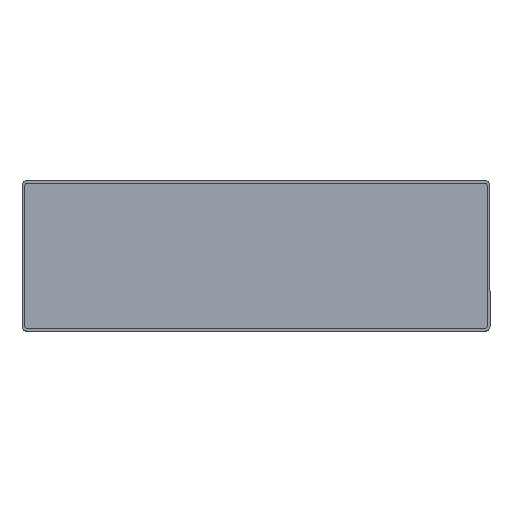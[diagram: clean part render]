
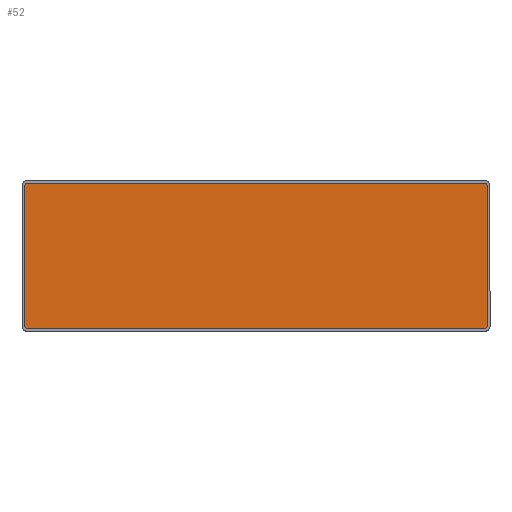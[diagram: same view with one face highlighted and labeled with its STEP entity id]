
A CAD part, top view. The second image highlights one B-rep face of the part: STEP entity #52.
In plain terms, the highlighted planar face has unit normal (0, 0, 1).
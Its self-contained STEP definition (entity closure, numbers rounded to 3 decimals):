
#1 = DIRECTION ( 'NONE',  ( 1., 0., 0. ) ) ;
#3 = DIRECTION ( 'NONE',  ( 1., 0., 0. ) ) ;
#18 = EDGE_CURVE ( 'NONE', #536, #514, #431, .T. ) ;
#28 = AXIS2_PLACEMENT_3D ( 'NONE', #455, #602, #252 ) ;
#51 = CARTESIAN_POINT ( 'NONE',  ( -146., 195.651, 2. ) ) ;
#52 = ADVANCED_FACE ( 'NONE', ( #620 ), #117, .T. ) ;
#74 = CARTESIAN_POINT ( 'NONE',  ( -147., 194.651, 2. ) ) ;
#82 = CARTESIAN_POINT ( 'NONE',  ( -146., 98.651, 2. ) ) ;
#89 = DIRECTION ( 'NONE',  ( -1., 0., 0. ) ) ;
#97 = CARTESIAN_POINT ( 'NONE',  ( -146., 195.651, 2. ) ) ;
#111 = CARTESIAN_POINT ( 'NONE',  ( 167., 194.651, 2. ) ) ;
#117 = PLANE ( 'NONE',  #390 ) ;
#136 = CIRCLE ( 'NONE', #362, 1. ) ;
#148 = AXIS2_PLACEMENT_3D ( 'NONE', #82, #289, #239 ) ;
#158 = AXIS2_PLACEMENT_3D ( 'NONE', #320, #264, #3 ) ;
#169 = CIRCLE ( 'NONE', #148, 1. ) ;
#171 = CARTESIAN_POINT ( 'NONE',  ( 166., 98.651, 2. ) ) ;
#184 = CARTESIAN_POINT ( 'NONE',  ( -146., 194.651, 2. ) ) ;
#186 = VERTEX_POINT ( 'NONE', #491 ) ;
#188 = CARTESIAN_POINT ( 'NONE',  ( -147., 194.651, 2. ) ) ;
#190 = EDGE_CURVE ( 'NONE', #247, #216, #169, .T. ) ;
#193 = VECTOR ( 'NONE', #388, 1000. ) ;
#195 = ORIENTED_EDGE ( 'NONE', *, *, #262, .T. ) ;
#199 = ORIENTED_EDGE ( 'NONE', *, *, #541, .T. ) ;
#204 = CARTESIAN_POINT ( 'NONE',  ( -147., 98.651, 2. ) ) ;
#205 = EDGE_CURVE ( 'NONE', #648, #247, #474, .T. ) ;
#216 = VERTEX_POINT ( 'NONE', #525 ) ;
#223 = VECTOR ( 'NONE', #412, 1000. ) ;
#231 = DIRECTION ( 'NONE',  ( 1., 0., 0. ) ) ;
#234 = LINE ( 'NONE', #579, #578 ) ;
#239 = DIRECTION ( 'NONE',  ( 1., 0., 0. ) ) ;
#247 = VERTEX_POINT ( 'NONE', #204 ) ;
#252 = DIRECTION ( 'NONE',  ( 1., 0., 0. ) ) ;
#255 = LINE ( 'NONE', #51, #538 ) ;
#262 = EDGE_CURVE ( 'NONE', #186, #376, #619, .T. ) ;
#264 = DIRECTION ( 'NONE',  ( 0., 0., 1. ) ) ;
#267 = LINE ( 'NONE', #111, #223 ) ;
#277 = ORIENTED_EDGE ( 'NONE', *, *, #18, .T. ) ;
#289 = DIRECTION ( 'NONE',  ( 0., 0., 1. ) ) ;
#299 = ORIENTED_EDGE ( 'NONE', *, *, #617, .T. ) ;
#320 = CARTESIAN_POINT ( 'NONE',  ( 166., 98.651, 2. ) ) ;
#323 = EDGE_CURVE ( 'NONE', #376, #382, #255, .T. ) ;
#340 = ORIENTED_EDGE ( 'NONE', *, *, #323, .T. ) ;
#362 = AXIS2_PLACEMENT_3D ( 'NONE', #184, #380, #231 ) ;
#372 = DIRECTION ( 'NONE',  ( 0., 0., 1. ) ) ;
#376 = VERTEX_POINT ( 'NONE', #550 ) ;
#380 = DIRECTION ( 'NONE',  ( 0., 0., 1. ) ) ;
#382 = VERTEX_POINT ( 'NONE', #97 ) ;
#388 = DIRECTION ( 'NONE',  ( 0., -1., 0. ) ) ;
#390 = AXIS2_PLACEMENT_3D ( 'NONE', #171, #372, #1 ) ;
#412 = DIRECTION ( 'NONE',  ( 0., 1., 0. ) ) ;
#431 = CIRCLE ( 'NONE', #158, 1. ) ;
#442 = EDGE_CURVE ( 'NONE', #514, #186, #267, .T. ) ;
#455 = CARTESIAN_POINT ( 'NONE',  ( 166., 194.651, 2. ) ) ;
#473 = CARTESIAN_POINT ( 'NONE',  ( 166., 97.651, 2. ) ) ;
#474 = LINE ( 'NONE', #188, #193 ) ;
#479 = ORIENTED_EDGE ( 'NONE', *, *, #442, .T. ) ;
#480 = DIRECTION ( 'NONE',  ( 1., 0., 0. ) ) ;
#491 = CARTESIAN_POINT ( 'NONE',  ( 167., 194.651, 2. ) ) ;
#496 = EDGE_LOOP ( 'NONE', ( #277, #479, #195, #340, #199, #637, #567, #299 ) ) ;
#514 = VERTEX_POINT ( 'NONE', #564 ) ;
#525 = CARTESIAN_POINT ( 'NONE',  ( -146., 97.651, 2. ) ) ;
#536 = VERTEX_POINT ( 'NONE', #473 ) ;
#538 = VECTOR ( 'NONE', #89, 1000. ) ;
#541 = EDGE_CURVE ( 'NONE', #382, #648, #136, .T. ) ;
#550 = CARTESIAN_POINT ( 'NONE',  ( 166., 195.651, 2. ) ) ;
#564 = CARTESIAN_POINT ( 'NONE',  ( 167., 98.651, 2. ) ) ;
#567 = ORIENTED_EDGE ( 'NONE', *, *, #190, .T. ) ;
#578 = VECTOR ( 'NONE', #480, 1000. ) ;
#579 = CARTESIAN_POINT ( 'NONE',  ( -146., 97.651, 2. ) ) ;
#602 = DIRECTION ( 'NONE',  ( 0., 0., 1. ) ) ;
#617 = EDGE_CURVE ( 'NONE', #216, #536, #234, .T. ) ;
#619 = CIRCLE ( 'NONE', #28, 1. ) ;
#620 = FACE_OUTER_BOUND ( 'NONE', #496, .T. ) ;
#637 = ORIENTED_EDGE ( 'NONE', *, *, #205, .T. ) ;
#648 = VERTEX_POINT ( 'NONE', #74 ) ;
